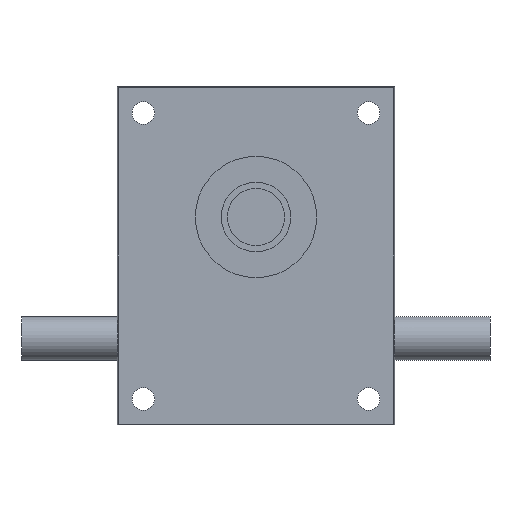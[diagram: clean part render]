
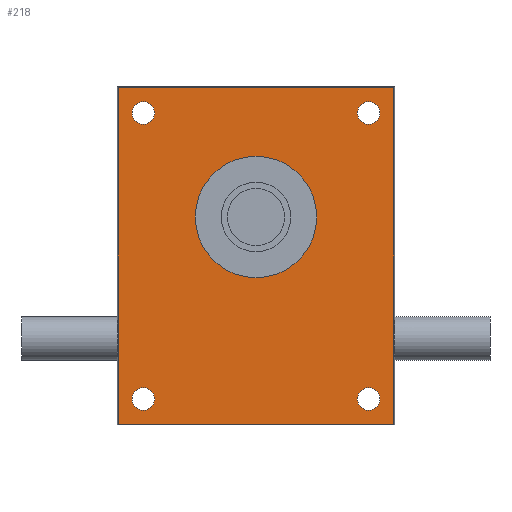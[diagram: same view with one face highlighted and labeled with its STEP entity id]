
A CAD part, front view. The second image highlights one B-rep face of the part: STEP entity #218.
In plain terms, the highlighted planar face has unit normal (0, -1, 0).
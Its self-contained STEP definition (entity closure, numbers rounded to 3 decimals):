
#218 = ADVANCED_FACE( '', ( #403, #404, #405, #406, #407, #408 ), #409, .F. );
#403 = FACE_BOUND( '', #610, .T. );
#404 = FACE_BOUND( '', #611, .T. );
#405 = FACE_BOUND( '', #612, .T. );
#406 = FACE_BOUND( '', #613, .T. );
#407 = FACE_BOUND( '', #614, .T. );
#408 = FACE_OUTER_BOUND( '', #615, .T. );
#409 = PLANE( '', #616 );
#610 = EDGE_LOOP( '', ( #873 ) );
#611 = EDGE_LOOP( '', ( #874 ) );
#612 = EDGE_LOOP( '', ( #875 ) );
#613 = EDGE_LOOP( '', ( #876 ) );
#614 = EDGE_LOOP( '', ( #877 ) );
#615 = EDGE_LOOP( '', ( #878, #879, #880, #881 ) );
#616 = AXIS2_PLACEMENT_3D( '', #882, #883, #884 );
#873 = ORIENTED_EDGE( '', *, *, #1153, .F. );
#874 = ORIENTED_EDGE( '', *, *, #1154, .F. );
#875 = ORIENTED_EDGE( '', *, *, #1155, .F. );
#876 = ORIENTED_EDGE( '', *, *, #1126, .F. );
#877 = ORIENTED_EDGE( '', *, *, #1147, .F. );
#878 = ORIENTED_EDGE( '', *, *, #1123, .T. );
#879 = ORIENTED_EDGE( '', *, *, #1156, .F. );
#880 = ORIENTED_EDGE( '', *, *, #1144, .F. );
#881 = ORIENTED_EDGE( '', *, *, #1086, .T. );
#882 = CARTESIAN_POINT( '', ( -79.5, -60., 145. ) );
#883 = DIRECTION( '', ( 0., 1., 0. ) );
#884 = DIRECTION( '', ( 0., 0., 1. ) );
#1086 = EDGE_CURVE( '', #1216, #1217, #1218, .T. );
#1123 = EDGE_CURVE( '', #1217, #1279, #1281, .T. );
#1126 = EDGE_CURVE( '', #1285, #1285, #1286, .F. );
#1144 = EDGE_CURVE( '', #1216, #1313, #1314, .T. );
#1147 = EDGE_CURVE( '', #1317, #1317, #1318, .F. );
#1153 = EDGE_CURVE( '', #1325, #1325, #1326, .F. );
#1154 = EDGE_CURVE( '', #1327, #1327, #1328, .F. );
#1155 = EDGE_CURVE( '', #1329, #1329, #1330, .F. );
#1156 = EDGE_CURVE( '', #1313, #1279, #1331, .T. );
#1216 = VERTEX_POINT( '', #1404 );
#1217 = VERTEX_POINT( '', #1405 );
#1218 = LINE( '', #1406, #1407 );
#1279 = VERTEX_POINT( '', #1542 );
#1281 = LINE( '', #1545, #1546 );
#1285 = VERTEX_POINT( '', #1550 );
#1286 = CIRCLE( '', #1551, 6.5 );
#1313 = VERTEX_POINT( '', #1582 );
#1314 = LINE( '', #1583, #1584 );
#1317 = VERTEX_POINT( '', #1588 );
#1318 = CIRCLE( '', #1589, 34.5 );
#1325 = VERTEX_POINT( '', #1599 );
#1326 = CIRCLE( '', #1600, 6.5 );
#1327 = VERTEX_POINT( '', #1601 );
#1328 = CIRCLE( '', #1602, 6.5 );
#1329 = VERTEX_POINT( '', #1603 );
#1330 = CIRCLE( '', #1604, 6.5 );
#1331 = LINE( '', #1605, #1606 );
#1404 = CARTESIAN_POINT( '', ( 79.5, -60., 144.5 ) );
#1405 = CARTESIAN_POINT( '', ( -79.5, -60., 144.5 ) );
#1406 = CARTESIAN_POINT( '', ( 120., -60., 144.5 ) );
#1407 = VECTOR( '', #1685, 1000. );
#1542 = CARTESIAN_POINT( '', ( -79.5, -60., -49.5 ) );
#1545 = CARTESIAN_POINT( '', ( -79.5, -60., 145. ) );
#1546 = VECTOR( '', #1738, 1000. );
#1550 = CARTESIAN_POINT( '', ( 65., -60., -28.5 ) );
#1551 = AXIS2_PLACEMENT_3D( '', #1742, #1743, #1744 );
#1582 = CARTESIAN_POINT( '', ( 79.5, -60., -49.5 ) );
#1583 = CARTESIAN_POINT( '', ( 79.5, -60., 145. ) );
#1584 = VECTOR( '', #1773, 1000. );
#1588 = CARTESIAN_POINT( '', ( 0., -60., 104.5 ) );
#1589 = AXIS2_PLACEMENT_3D( '', #1775, #1776, #1777 );
#1599 = CARTESIAN_POINT( '', ( -65., -60., 136.5 ) );
#1600 = AXIS2_PLACEMENT_3D( '', #1781, #1782, #1783 );
#1601 = CARTESIAN_POINT( '', ( 65., -60., 136.5 ) );
#1602 = AXIS2_PLACEMENT_3D( '', #1784, #1785, #1786 );
#1603 = CARTESIAN_POINT( '', ( -65., -60., -28.5 ) );
#1604 = AXIS2_PLACEMENT_3D( '', #1787, #1788, #1789 );
#1605 = CARTESIAN_POINT( '', ( 120., -60., -49.5 ) );
#1606 = VECTOR( '', #1790, 1000. );
#1685 = DIRECTION( '', ( -1., 0., 0. ) );
#1738 = DIRECTION( '', ( 0., 0., -1. ) );
#1742 = CARTESIAN_POINT( '', ( 65., -60., -35. ) );
#1743 = DIRECTION( '', ( 0., 1., 0. ) );
#1744 = DIRECTION( '', ( 0., 0., 1. ) );
#1773 = DIRECTION( '', ( 0., 0., -1. ) );
#1775 = CARTESIAN_POINT( '', ( 0., -60., 70. ) );
#1776 = DIRECTION( '', ( 0., 1., 0. ) );
#1777 = DIRECTION( '', ( 0., 0., 1. ) );
#1781 = CARTESIAN_POINT( '', ( -65., -60., 130. ) );
#1782 = DIRECTION( '', ( 0., 1., 0. ) );
#1783 = DIRECTION( '', ( 0., 0., 1. ) );
#1784 = CARTESIAN_POINT( '', ( 65., -60., 130. ) );
#1785 = DIRECTION( '', ( 0., 1., 0. ) );
#1786 = DIRECTION( '', ( 0., 0., 1. ) );
#1787 = CARTESIAN_POINT( '', ( -65., -60., -35. ) );
#1788 = DIRECTION( '', ( 0., 1., 0. ) );
#1789 = DIRECTION( '', ( 0., 0., 1. ) );
#1790 = DIRECTION( '', ( -1., 0., 0. ) );
